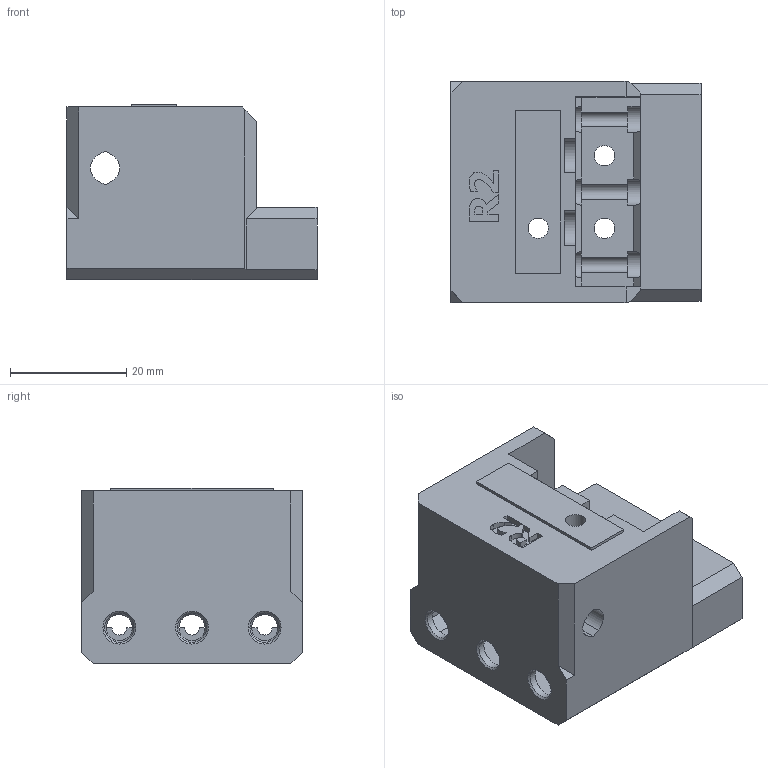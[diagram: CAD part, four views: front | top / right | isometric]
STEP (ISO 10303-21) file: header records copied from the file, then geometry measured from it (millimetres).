
FILE_DESCRIPTION(/* description */ (''),/* implementation_level */ '2;1');
FILE_NAME(/* name */ 'entry-fs-case.stp',/* time_stamp */ '2023-12-19T11:16:06+01:00',/* author */ ('Dominik Tebich'),/* organization */ (''),/* preprocessor_version */ 'ST-DEVELOPER v19.2',/* originating_system */ 'Autodesk Inventor 2023',/* authorisation */ '');
FILE_SCHEMA (('AUTOMOTIVE_DESIGN { 1 0 10303 214 3 1 1 }'));
Length unit declared in the file: millimetre
Products named in the file (1): entry-fs-case_R2
Bounding box: 43 x 38 x 30.25 mm (x, y, z)
Volume: 28208.7 mm3; surface area: 11472 mm2
Topology: 1 solids, 1 shells, 180 faces, 493 edges, 313 vertices
Faces by surface type: plane 115, cylinder 31, cone 18, bspline 16
Full cylindrical faces by diameter (mm): 3.5 x3, 4.5 x6, 5.05 x6, 5.8 x3, 7.4 x6
Entity records: 5860 total; most frequent: CARTESIAN_POINT 1243, ORIENTED_EDGE 986, DIRECTION 903, EDGE_CURVE 493, LINE 349, VECTOR 349, VERTEX_POINT 313, AXIS2_PLACEMENT_3D 277
